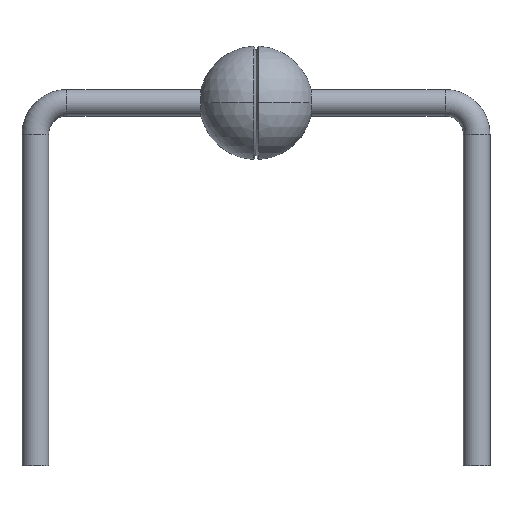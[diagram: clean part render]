
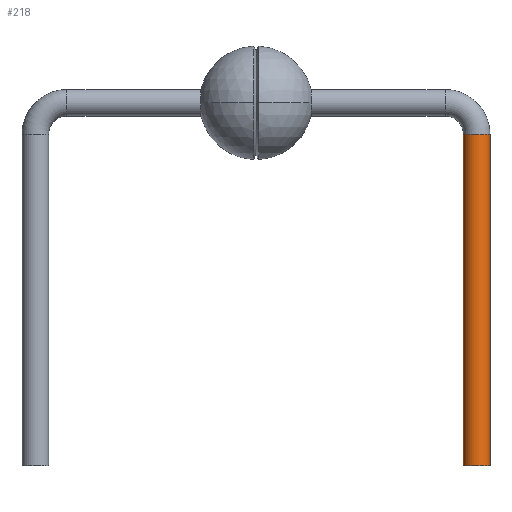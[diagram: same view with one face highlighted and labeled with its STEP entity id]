
A CAD part, top view. The second image highlights one B-rep face of the part: STEP entity #218.
In plain terms, the highlighted cylindrical face has radius 0.423 mm (diameter 0.846 mm), a partial arc.
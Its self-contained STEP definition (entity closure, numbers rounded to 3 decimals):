
#9 = DIRECTION ( 'NONE',  ( 0., -1., 0. ) ) ;
#13 = CARTESIAN_POINT ( 'NONE',  ( 7.423, -11.515, 0. ) ) ;
#23 = CYLINDRICAL_SURFACE ( 'NONE', #611, 0.423 ) ;
#29 = EDGE_CURVE ( 'NONE', #195, #587, #616, .T. ) ;
#37 = ORIENTED_EDGE ( 'NONE', *, *, #29, .F. ) ;
#77 = DIRECTION ( 'NONE',  ( 1., 0., 0. ) ) ;
#133 = ORIENTED_EDGE ( 'NONE', *, *, #531, .T. ) ;
#140 = VERTEX_POINT ( 'NONE', #534 ) ;
#153 = DIRECTION ( 'NONE',  ( 0., -1., 0. ) ) ;
#162 = CARTESIAN_POINT ( 'NONE',  ( 6.577, -1., 0. ) ) ;
#169 = CIRCLE ( 'NONE', #399, 0.423 ) ;
#175 = FACE_OUTER_BOUND ( 'NONE', #244, .T. ) ;
#191 = ORIENTED_EDGE ( 'NONE', *, *, #451, .T. ) ;
#195 = VERTEX_POINT ( 'NONE', #433 ) ;
#200 = ORIENTED_EDGE ( 'NONE', *, *, #614, .F. ) ;
#218 = ADVANCED_FACE ( 'NONE', ( #175 ), #23, .T. ) ;
#244 = EDGE_LOOP ( 'NONE', ( #200, #133, #191, #37 ) ) ;
#273 = DIRECTION ( 'NONE',  ( 0., 1., 0. ) ) ;
#330 = VERTEX_POINT ( 'NONE', #555 ) ;
#382 = CARTESIAN_POINT ( 'NONE',  ( 7., -1., 0. ) ) ;
#399 = AXIS2_PLACEMENT_3D ( 'NONE', #575, #626, #514 ) ;
#410 = CARTESIAN_POINT ( 'NONE',  ( 7.423, -1., 0. ) ) ;
#433 = CARTESIAN_POINT ( 'NONE',  ( 7.423, -1., 0. ) ) ;
#435 = CARTESIAN_POINT ( 'NONE',  ( 7., -1., 0. ) ) ;
#442 = VECTOR ( 'NONE', #9, 1000. ) ;
#445 = AXIS2_PLACEMENT_3D ( 'NONE', #435, #273, #642 ) ;
#451 = EDGE_CURVE ( 'NONE', #140, #587, #169, .T. ) ;
#474 = VECTOR ( 'NONE', #153, 1000. ) ;
#480 = DIRECTION ( 'NONE',  ( 0., -1., 0. ) ) ;
#514 = DIRECTION ( 'NONE',  ( 0., 0., 1. ) ) ;
#531 = EDGE_CURVE ( 'NONE', #330, #140, #623, .T. ) ;
#534 = CARTESIAN_POINT ( 'NONE',  ( 6.577, -11.515, 0. ) ) ;
#555 = CARTESIAN_POINT ( 'NONE',  ( 6.577, -1., 0. ) ) ;
#575 = CARTESIAN_POINT ( 'NONE',  ( 7., -11.515, 0. ) ) ;
#587 = VERTEX_POINT ( 'NONE', #13 ) ;
#611 = AXIS2_PLACEMENT_3D ( 'NONE', #382, #480, #77 ) ;
#614 = EDGE_CURVE ( 'NONE', #330, #195, #647, .T. ) ;
#616 = LINE ( 'NONE', #410, #442 ) ;
#623 = LINE ( 'NONE', #162, #474 ) ;
#626 = DIRECTION ( 'NONE',  ( 0., 1., 0. ) ) ;
#642 = DIRECTION ( 'NONE',  ( 0., 0., 1. ) ) ;
#647 = CIRCLE ( 'NONE', #445, 0.423 ) ;
